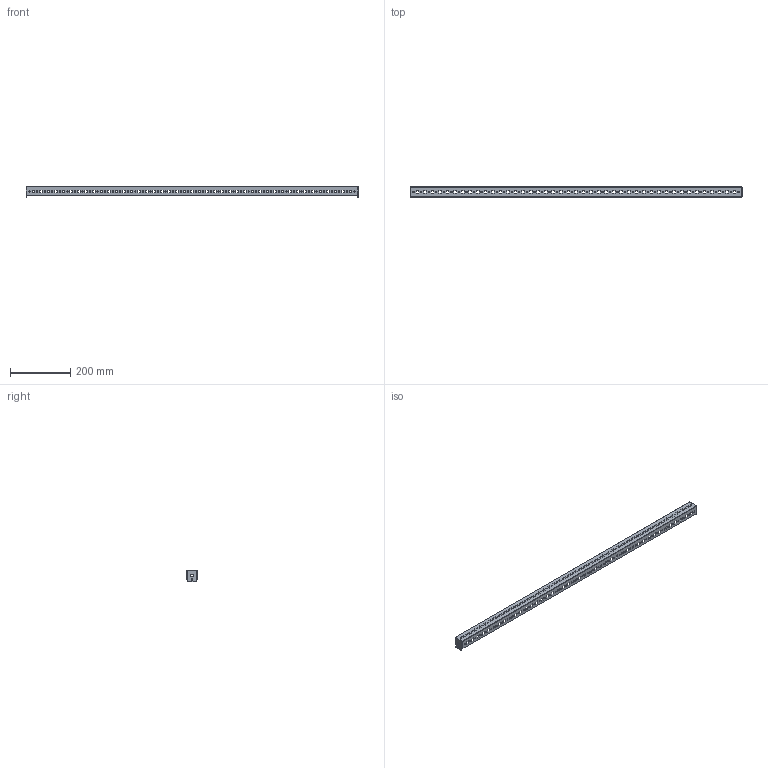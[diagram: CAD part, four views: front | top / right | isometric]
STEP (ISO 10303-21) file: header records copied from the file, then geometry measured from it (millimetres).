
FILE_DESCRIPTION (( 'STEP AP203' ), '1' );
FILE_NAME ('AC00C264.step', '2011-01-20T13:13:11', ( 'User' ), ( 'DKC' ), 'SwSTEP 2.0', 'SolidWorks 2010', '' );
FILE_SCHEMA (( 'CONFIG_CONTROL_DESIGN' ));
Length unit declared in the file: millimetre
Products named in the file (1): AC00C264
Bounding box: 1099 x 34 x 38.5 mm (x, y, z)
Volume: 133356.2 mm3; surface area: 191332.9 mm2
Topology: 1 solids, 1 shells, 846 faces, 2504 edges, 1660 vertices
Faces by surface type: plane 558, cylinder 288
Entity records: 29341 total; most frequent: CARTESIAN_POINT 5011, ORIENTED_EDGE 5008, DIRECTION 4778, EDGE_CURVE 2504, LINE 1924, VECTOR 1924, VERTEX_POINT 1660, AXIS2_PLACEMENT_3D 1427
